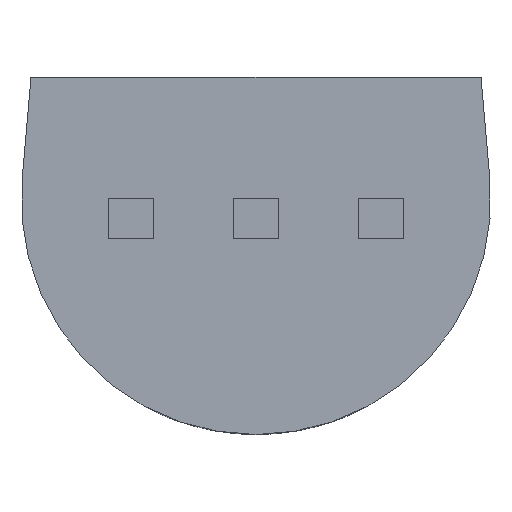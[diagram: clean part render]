
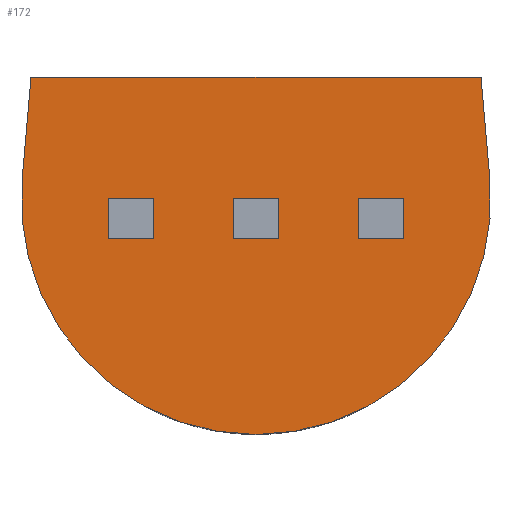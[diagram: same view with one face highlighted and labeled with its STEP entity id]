
A CAD part, front view. The second image highlights one B-rep face of the part: STEP entity #172.
In plain terms, the highlighted planar face has unit normal (0, -1, 0).
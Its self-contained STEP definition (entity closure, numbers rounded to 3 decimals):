
#7 = EDGE_CURVE ( 'NONE', #290, #298, #846, .T. ) ;
#9 = CARTESIAN_POINT ( 'NONE',  ( 0., 0., 0.19 ) ) ;
#17 = VECTOR ( 'NONE', #383, 1000. ) ;
#22 = CARTESIAN_POINT ( 'NONE',  ( 0., 0., 0.19 ) ) ;
#70 = CARTESIAN_POINT ( 'NONE',  ( 0., 0., 0.19 ) ) ;
#75 = DIRECTION ( 'NONE',  ( 0., 0., 1. ) ) ;
#83 = PLANE ( 'NONE',  #331 ) ;
#135 = VERTEX_POINT ( 'NONE', #325 ) ;
#154 = CIRCLE ( 'NONE', #198, 2.38 ) ;
#172 = ADVANCED_FACE ( 'NONE', ( #825 ), #83, .F. ) ;
#187 = LINE ( 'NONE', #650, #17 ) ;
#196 = DIRECTION ( 'NONE',  ( 1., 0., 0. ) ) ;
#198 = AXIS2_PLACEMENT_3D ( 'NONE', #9, #345, #486 ) ;
#236 = ORIENTED_EDGE ( 'NONE', *, *, #249, .F. ) ;
#249 = EDGE_CURVE ( 'NONE', #540, #290, #154, .T. ) ;
#267 = ORIENTED_EDGE ( 'NONE', *, *, #557, .F. ) ;
#290 = VERTEX_POINT ( 'NONE', #489 ) ;
#298 = VERTEX_POINT ( 'NONE', #552 ) ;
#323 = AXIS2_PLACEMENT_3D ( 'NONE', #70, #805, #75 ) ;
#325 = CARTESIAN_POINT ( 'NONE',  ( 2.282, 0., 1.43 ) ) ;
#331 = AXIS2_PLACEMENT_3D ( 'NONE', #22, #546, #478 ) ;
#335 = VECTOR ( 'NONE', #717, 1000. ) ;
#345 = DIRECTION ( 'NONE',  ( 0., 1., 0. ) ) ;
#383 = DIRECTION ( 'NONE',  ( 0.086, 0., -0.996 ) ) ;
#386 = ORIENTED_EDGE ( 'NONE', *, *, #598, .F. ) ;
#424 = VERTEX_POINT ( 'NONE', #644 ) ;
#455 = VECTOR ( 'NONE', #196, 1000. ) ;
#478 = DIRECTION ( 'NONE',  ( 0., 0., 1. ) ) ;
#486 = DIRECTION ( 'NONE',  ( 0., 0., 1. ) ) ;
#489 = CARTESIAN_POINT ( 'NONE',  ( -2.371, 0., 0.395 ) ) ;
#539 = ORIENTED_EDGE ( 'NONE', *, *, #7, .F. ) ;
#540 = VERTEX_POINT ( 'NONE', #669 ) ;
#546 = DIRECTION ( 'NONE',  ( 0., 1., 0. ) ) ;
#552 = CARTESIAN_POINT ( 'NONE',  ( -2.282, 0., 1.43 ) ) ;
#557 = EDGE_CURVE ( 'NONE', #298, #135, #649, .T. ) ;
#582 = CIRCLE ( 'NONE', #323, 2.38 ) ;
#598 = EDGE_CURVE ( 'NONE', #424, #540, #582, .T. ) ;
#644 = CARTESIAN_POINT ( 'NONE',  ( 2.371, 0., 0.395 ) ) ;
#646 = ORIENTED_EDGE ( 'NONE', *, *, #852, .F. ) ;
#649 = LINE ( 'NONE', #670, #455 ) ;
#650 = CARTESIAN_POINT ( 'NONE',  ( 2.282, 0., 1.43 ) ) ;
#669 = CARTESIAN_POINT ( 'NONE',  ( 0., 0., -2.19 ) ) ;
#670 = CARTESIAN_POINT ( 'NONE',  ( -2.282, 0., 1.43 ) ) ;
#690 = EDGE_LOOP ( 'NONE', ( #386, #646, #267, #539, #236 ) ) ;
#717 = DIRECTION ( 'NONE',  ( 0.086, 0., 0.996 ) ) ;
#787 = CARTESIAN_POINT ( 'NONE',  ( -2.371, 0., 0.395 ) ) ;
#805 = DIRECTION ( 'NONE',  ( 0., 1., 0. ) ) ;
#825 = FACE_OUTER_BOUND ( 'NONE', #690, .T. ) ;
#846 = LINE ( 'NONE', #787, #335 ) ;
#852 = EDGE_CURVE ( 'NONE', #135, #424, #187, .T. ) ;
